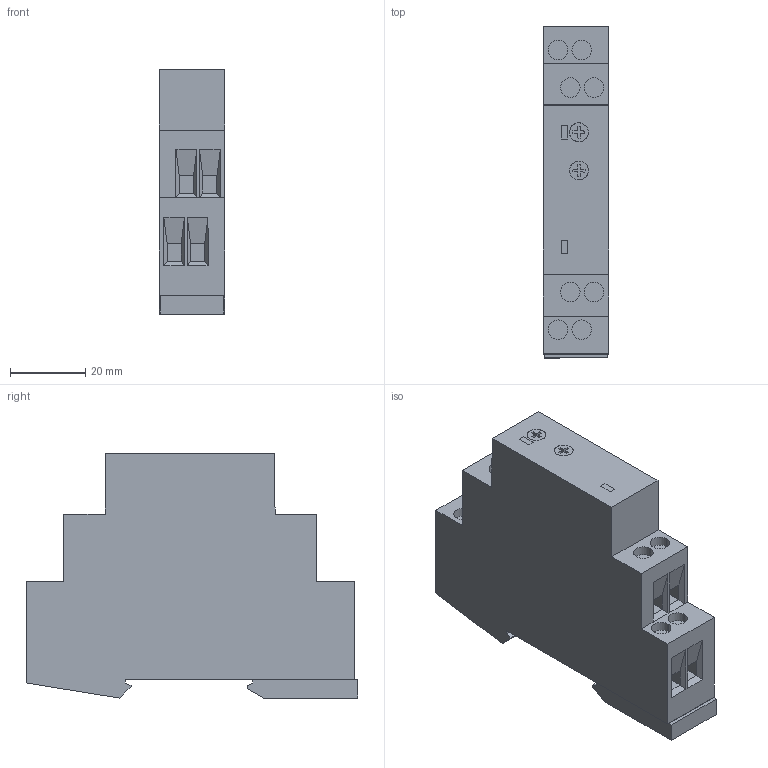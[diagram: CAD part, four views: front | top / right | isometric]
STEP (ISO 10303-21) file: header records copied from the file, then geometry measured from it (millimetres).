
FILE_DESCRIPTION(('CATIA V5 STEP Exchange','CAx-IF Rec.Pracs.--- Model Styling and Organization---1.4--- 2014-01-23'),'2;1');
FILE_NAME ('D1389043_2', '2020-02-06T10:57:52+00:00', ('none'), ('Weidmueller'), 'CATIA Version 5-6 Release 2016 SP3 HF44', 'CATIA V5 STEP AP214', 'none');
FILE_SCHEMA(('AUTOMOTIVE_DESIGN { 1 0 10303 214 1 1 1 1 }'));
Length unit declared in the file: millimetre
Products named in the file (1): 2697280000
Bounding box: 17.5 x 88.36 x 65 mm (x, y, z)
Volume: 74908.2 mm3; surface area: 17398.1 mm2
Topology: 6 solids, 6 shells, 191 faces, 459 edges, 301 vertices
Faces by surface type: plane 167, cylinder 24
Entity records: 5309 total; most frequent: ORIENTED_EDGE 918, CARTESIAN_POINT 900, DIRECTION 701, EDGE_CURVE 459, VECTOR 399, LINE 399, VERTEX_POINT 301, EDGE_LOOP 212
